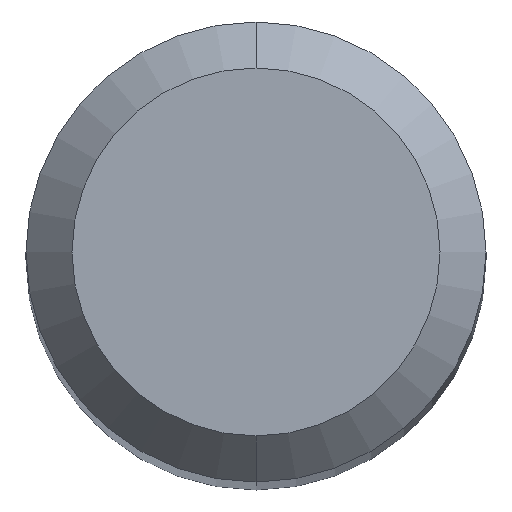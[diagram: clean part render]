
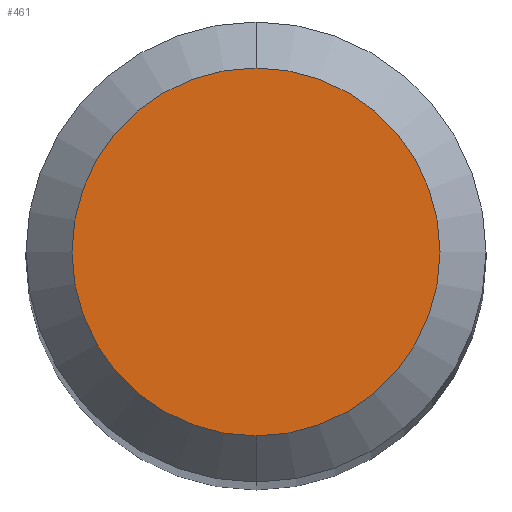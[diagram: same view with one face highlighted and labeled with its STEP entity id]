
A CAD part, top view. The second image highlights one B-rep face of the part: STEP entity #461.
In plain terms, the highlighted planar face has unit normal (0, 0, 1).
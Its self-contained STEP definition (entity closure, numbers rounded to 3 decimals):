
#203=EDGE_CURVE('',#235,#435,#510,.T.);
#235=VERTEX_POINT('',#546);
#345=EDGE_CURVE('',#435,#235,#662,.T.);
#435=VERTEX_POINT('',#764);
#461=ADVANCED_FACE('',(#796),#797,.T.);
#510=CIRCLE('',#888,1.2);
#546=CARTESIAN_POINT('',(0.0,1.2,0.0));
#662=CIRCLE('',#1218,1.2);
#764=CARTESIAN_POINT('',(0.,-1.2,0.0));
#796=FACE_OUTER_BOUND('',#1439,.T.);
#797=PLANE('',#1440);
#888=AXIS2_PLACEMENT_3D('',#1460,#1461,#1462);
#1218=AXIS2_PLACEMENT_3D('',#1591,#1592,#1593);
#1439=EDGE_LOOP('',(#1792,#1793));
#1440=AXIS2_PLACEMENT_3D('',#1794,#1795,#1796);
#1460=CARTESIAN_POINT('',(0.0,0.0,0.0));
#1461=DIRECTION('',(0.0,0.0,-1.0));
#1462=DIRECTION('',(0.0,1.0,0.0));
#1591=CARTESIAN_POINT('',(0.0,0.0,0.0));
#1592=DIRECTION('',(0.0,0.0,-1.0));
#1593=DIRECTION('',(0.0,1.0,0.0));
#1792=ORIENTED_EDGE('',*,*,#203,.F.);
#1793=ORIENTED_EDGE('',*,*,#345,.F.);
#1794=CARTESIAN_POINT('',(0.0,0.6,0.0));
#1795=DIRECTION('',(-0.0,0.0,1.0));
#1796=DIRECTION('',(0.0,-1.0,0.0));
